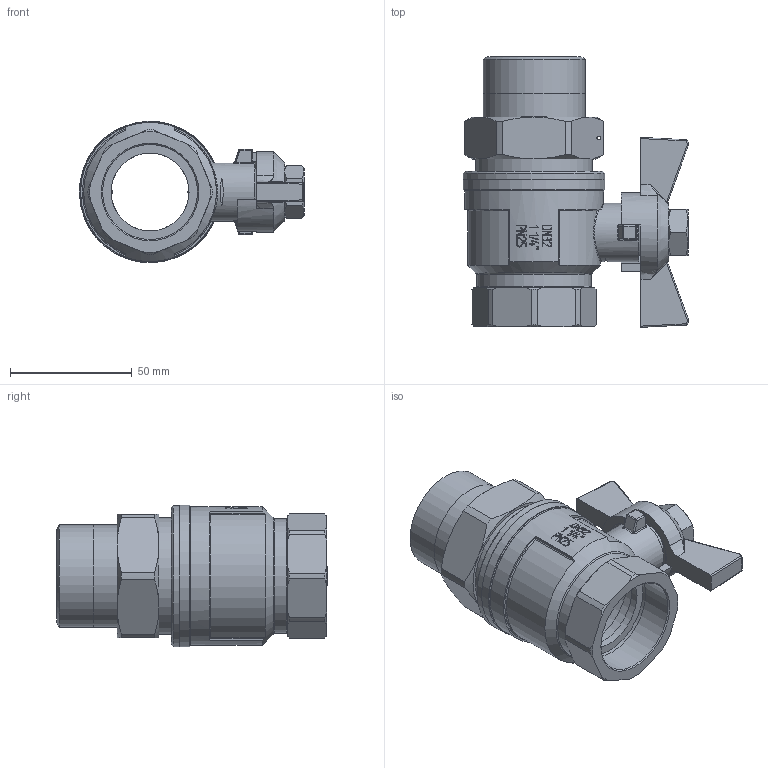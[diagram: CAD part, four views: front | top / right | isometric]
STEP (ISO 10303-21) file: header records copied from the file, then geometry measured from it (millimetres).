
FILE_DESCRIPTION(/* description */ ('Unknown'),/* implementation_level */ '2;1');
FILE_NAME(/* name */ '703-07',/* time_stamp */ '2022-06-20T10:28:38+02:00',/* author */ ('Unknown'),/* organization */ ('Unknown'),/* preprocessor_version */ 'ST-DEVELOPER v16.7',/* originating_system */ 'Solid Edge',/* authorisation */ 'Unknown');
FILE_SCHEMA (('AUTOMOTIVE_DESIGN {1 0 10303 214 3 1 1}'));
Length unit declared in the file: millimetre
Products named in the file (10): 703-1 1_4; 703-1 1_4_Einschraubteil; 703-1 1_4_Körper; 600-1_1_4-Mutter-fl.g.; 724-78; _berwurfmutter; Dichtung; St_tze; Flügelgriff 1_1_4 - 1 1_2; 600-1_1_4-Stopfbuchse
Assembly tree (9 placements, depth 3):
  703-1 1_4
    703-1 1_4_Einschraubteil
    703-1 1_4_Körper
    600-1_1_4-Mutter-fl.g.
    724-78
      _berwurfmutter
      Dichtung
      St_tze
    Flügelgriff 1_1_4 - 1 1_2
    600-1_1_4-Stopfbuchse
Bounding box: 92.42 x 111.1 x 58 mm (x, y, z)
Volume: 102972.9 mm3; surface area: 60658.4 mm2
Topology: 8 solids, 8 shells, 450 faces, 1116 edges, 704 vertices
Faces by surface type: plane 181, cylinder 111, bspline 78, cone 56, sphere 16, torus 8
Full cylindrical faces by diameter (mm): 1.5 x1, 10.2 x1, 14.1 x1, 14.5 x1, 16 x1, 18 x1, 18.376 x2, 20 x1, 24 x1, 26 x1, 32 x2, 35 x2, 36.8 x1, 38.952 x2, 41 x2, 41.91 x2, 42 x1, 44 x1, 44.5 x1, 44.845 x1, 47 x1, 47.803 x1, 50.376 x2, 52 x1, 52.5 x1, 57 x1, 58 x2
Entity records: 20552 total; most frequent: CARTESIAN_POINT 8654, ORIENTED_EDGE 2040, DIRECTION 1598, EDGE_CURVE 1020, AXIS2_PLACEMENT_3D 685, VERTEX_POINT 678, EDGE_LOOP 562, FACE_BOUND 562
